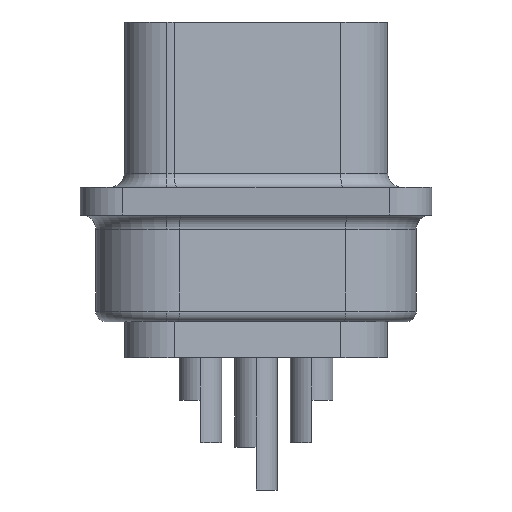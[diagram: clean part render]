
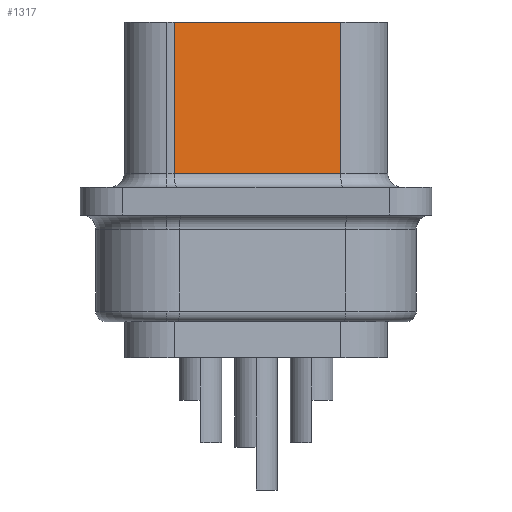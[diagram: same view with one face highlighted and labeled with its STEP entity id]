
A CAD part, left-side view. The second image highlights one B-rep face of the part: STEP entity #1317.
In plain terms, the highlighted planar face has unit normal (-0.985, -0.174, 0).
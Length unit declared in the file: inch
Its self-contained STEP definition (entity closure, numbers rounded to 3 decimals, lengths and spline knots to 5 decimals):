
#575 = EDGE_CURVE ( 'NONE', #588, #589, #14978, .T. ) ;
#588 = VERTEX_POINT ( 'NONE', #15015 ) ;
#589 = VERTEX_POINT ( 'NONE', #15014 ) ;
#1266 = EDGE_CURVE ( 'NONE', #588, #1267, #16479, .T. ) ;
#1267 = VERTEX_POINT ( 'NONE', #16365 ) ;
#1317 = ADVANCED_FACE ( 'NONE', ( #16676 ), #16651, .F. ) ;
#1318 = EDGE_LOOP ( 'NONE', ( #1319, #1320, #1323, #1652 ) ) ;
#1319 = ORIENTED_EDGE ( 'NONE', *, *, #575, .T. ) ;
#1320 = ORIENTED_EDGE ( 'NONE', *, *, #1321, .T. ) ;
#1321 = EDGE_CURVE ( 'NONE', #589, #1322, #16602, .T. ) ;
#1322 = VERTEX_POINT ( 'NONE', #16588 ) ;
#1323 = ORIENTED_EDGE ( 'NONE', *, *, #1651, .F. ) ;
#1651 = EDGE_CURVE ( 'NONE', #1267, #1322, #17088, .T. ) ;
#1652 = ORIENTED_EDGE ( 'NONE', *, *, #1266, .F. ) ;
#14975 = DIRECTION ( 'NONE',  ( 0., 0., -1. ) ) ;
#14976 = VECTOR ( 'NONE', #14975, 39.37008 ) ;
#14977 = CARTESIAN_POINT ( 'NONE',  ( -0.3525, 0.11458, 0.2515 ) ) ;
#14978 = LINE ( 'NONE', #14977, #14976 ) ;
#15014 = CARTESIAN_POINT ( 'NONE',  ( -0.3525, 0.11458, 0.0395 ) ) ;
#15015 = CARTESIAN_POINT ( 'NONE',  ( -0.3525, 0.11458, 0.2515 ) ) ;
#16365 = CARTESIAN_POINT ( 'NONE',  ( -0.31133, -0.11889, 0.2515 ) ) ;
#16366 = DIRECTION ( 'NONE',  ( 0.174, -0.985, 0. ) ) ;
#16367 = VECTOR ( 'NONE', #16366, 39.37008 ) ;
#16479 = LINE ( 'NONE', #16485, #16367 ) ;
#16485 = CARTESIAN_POINT ( 'NONE',  ( -0.3525, 0.11458, 0.2515 ) ) ;
#16577 = DIRECTION ( 'NONE',  ( -0.174, 0.985, 0. ) ) ;
#16586 = DIRECTION ( 'NONE',  ( 0.985, 0.174, 0. ) ) ;
#16587 = CARTESIAN_POINT ( 'NONE',  ( -0.3525, 0.11458, 0.2515 ) ) ;
#16588 = CARTESIAN_POINT ( 'NONE',  ( -0.31133, -0.11889, 0.0395 ) ) ;
#16602 = LINE ( 'NONE', #16704, #16702 ) ;
#16651 = PLANE ( 'NONE',  #16675 ) ;
#16675 = AXIS2_PLACEMENT_3D ( 'NONE', #16587, #16586, #16577 ) ;
#16676 = FACE_OUTER_BOUND ( 'NONE', #1318, .T. ) ;
#16677 = DIRECTION ( 'NONE',  ( 0.174, -0.985, 0. ) ) ;
#16702 = VECTOR ( 'NONE', #16677, 39.37008 ) ;
#16704 = CARTESIAN_POINT ( 'NONE',  ( -0.31133, -0.11889, 0.0395 ) ) ;
#17085 = DIRECTION ( 'NONE',  ( 0., 0., -1. ) ) ;
#17086 = VECTOR ( 'NONE', #17085, 39.37008 ) ;
#17087 = CARTESIAN_POINT ( 'NONE',  ( -0.31133, -0.11889, 0.2515 ) ) ;
#17088 = LINE ( 'NONE', #17087, #17086 ) ;
